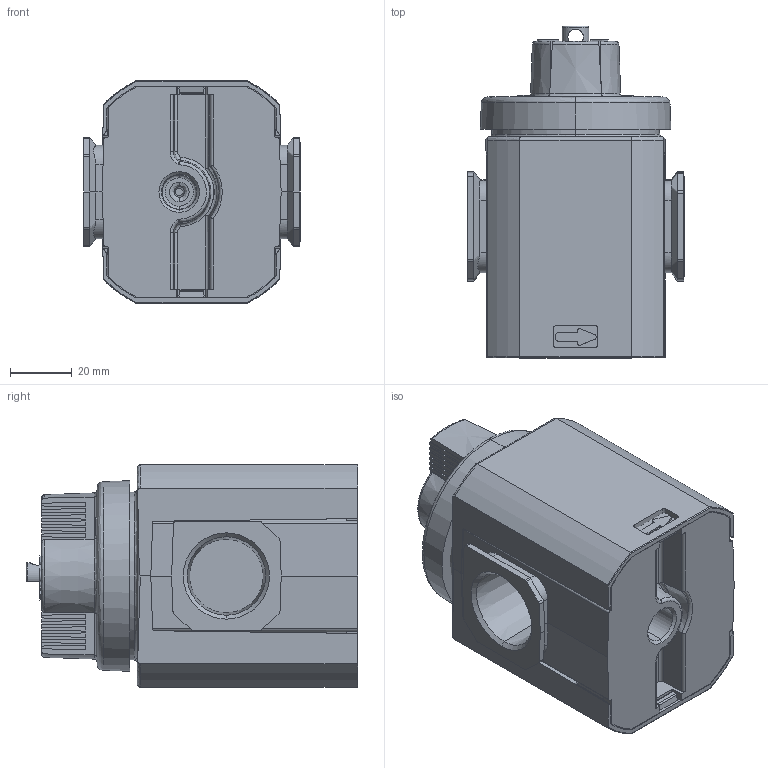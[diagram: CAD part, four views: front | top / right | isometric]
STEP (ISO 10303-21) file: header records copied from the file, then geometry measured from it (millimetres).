
FILE_DESCRIPTION (( 'STEP AP203' ), '1' );
FILE_NAME ('T84T-6AA-B1N.step', '2021-09-07T17:36:20', ( '' ), ( '' ), 'SwSTEP 2.0', 'SolidWorks 2021', '' );
FILE_SCHEMA (( 'CONFIG_CONTROL_DESIGN' ));
Length unit declared in the file: inch
Products named in the file (1): T84T-6AA-B1N
Bounding box: 70.25 x 107.5 x 72 mm (x, y, z)
Volume: 189496 mm3; surface area: 80494.4 mm2
Topology: 3 solids, 3 shells, 712 faces, 2003 edges, 1320 vertices
Faces by surface type: plane 365, cylinder 227, bspline 61, cone 59
Entity records: 28651 total; most frequent: CARTESIAN_POINT 10943, ORIENTED_EDGE 4006, DIRECTION 3310, EDGE_CURVE 2003, VERTEX_POINT 1320, LINE 1122, VECTOR 1122, AXIS2_PLACEMENT_3D 1094
